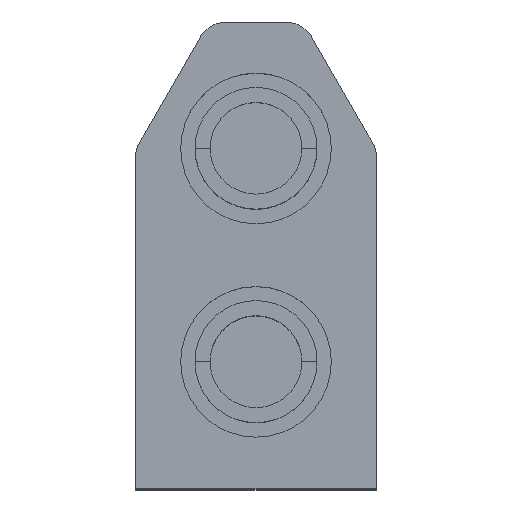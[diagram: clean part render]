
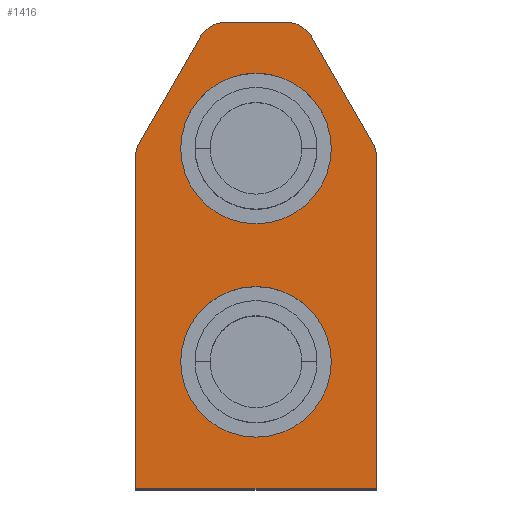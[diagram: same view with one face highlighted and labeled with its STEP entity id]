
A CAD part, top view. The second image highlights one B-rep face of the part: STEP entity #1416.
In plain terms, the highlighted planar face has unit normal (0, 0, 1).
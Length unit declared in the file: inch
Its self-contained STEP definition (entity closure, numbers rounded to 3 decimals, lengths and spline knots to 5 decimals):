
#69 = VERTEX_POINT ( 'NONE', #1729 ) ;
#92 = CARTESIAN_POINT ( 'NONE',  ( -0.03946, 0.6195, 0.665 ) ) ;
#115 = CIRCLE ( 'NONE', #3753, 0.1 ) ;
#119 = VERTEX_POINT ( 'NONE', #5706 ) ;
#167 = AXIS2_PLACEMENT_3D ( 'NONE', #5643, #2683, #6170 ) ;
#181 = CARTESIAN_POINT ( 'NONE',  ( 0.03946, 0.6195, 0.665 ) ) ;
#197 = CIRCLE ( 'NONE', #3450, 0.04 ) ;
#401 = ORIENTED_EDGE ( 'NONE', *, *, #5291, .F. ) ;
#410 = EDGE_CURVE ( 'NONE', #2810, #69, #3020, .T. ) ;
#523 = VERTEX_POINT ( 'NONE', #5629 ) ;
#541 = FACE_BOUND ( 'NONE', #6252, .T. ) ;
#562 = VERTEX_POINT ( 'NONE', #4660 ) ;
#632 = DIRECTION ( 'NONE',  ( 0., 0., 1. ) ) ;
#691 = EDGE_CURVE ( 'NONE', #870, #119, #115, .T. ) ;
#734 = CARTESIAN_POINT ( 'NONE',  ( -0.12, 0.44, 0.665 ) ) ;
#768 = VERTEX_POINT ( 'NONE', #1945 ) ;
#870 = VERTEX_POINT ( 'NONE', #6038 ) ;
#913 = EDGE_CURVE ( 'NONE', #2833, #2810, #2331, .T. ) ;
#945 = ORIENTED_EDGE ( 'NONE', *, *, #3089, .T. ) ;
#1284 = CARTESIAN_POINT ( 'NONE',  ( 0.03946, 0.6195, 0.665 ) ) ;
#1416 = ADVANCED_FACE ( 'NONE', ( #541, #3287, #2206 ), #3585, .T. ) ;
#1519 = CARTESIAN_POINT ( 'NONE',  ( 0.0741, 0.5995, 0.665 ) ) ;
#1600 = DIRECTION ( 'NONE',  ( 0., 0., 1. ) ) ;
#1621 = CARTESIAN_POINT ( 'NONE',  ( -0.16, 0., 0.665 ) ) ;
#1640 = CARTESIAN_POINT ( 'NONE',  ( -0.1, 0.16802, 0.665 ) ) ;
#1688 = ORIENTED_EDGE ( 'NONE', *, *, #6294, .T. ) ;
#1729 = CARTESIAN_POINT ( 'NONE',  ( -0.15464, 0.46, 0.665 ) ) ;
#1752 = DIRECTION ( 'NONE',  ( 0., 0., 1. ) ) ;
#1769 = LINE ( 'NONE', #5239, #6429 ) ;
#1883 = VERTEX_POINT ( 'NONE', #2497 ) ;
#1945 = CARTESIAN_POINT ( 'NONE',  ( 0.16, 0., 0.665 ) ) ;
#1977 = AXIS2_PLACEMENT_3D ( 'NONE', #5189, #2739, #3702 ) ;
#2008 = EDGE_CURVE ( 'NONE', #2236, #523, #6226, .T. ) ;
#2020 = CIRCLE ( 'NONE', #3074, 0.04 ) ;
#2206 = FACE_OUTER_BOUND ( 'NONE', #4071, .T. ) ;
#2236 = VERTEX_POINT ( 'NONE', #1640 ) ;
#2249 = DIRECTION ( 'NONE',  ( 0., 0., 1. ) ) ;
#2286 = DIRECTION ( 'NONE',  ( -1., 0., 0. ) ) ;
#2294 = CARTESIAN_POINT ( 'NONE',  ( 0., 0.16802, 0.665 ) ) ;
#2331 = CIRCLE ( 'NONE', #3280, 0.04 ) ;
#2404 = ORIENTED_EDGE ( 'NONE', *, *, #4160, .T. ) ;
#2426 = DIRECTION ( 'NONE',  ( 1., 0., 0. ) ) ;
#2497 = CARTESIAN_POINT ( 'NONE',  ( 0.15464, 0.46, 0.665 ) ) ;
#2531 = LINE ( 'NONE', #5372, #3512 ) ;
#2567 = ORIENTED_EDGE ( 'NONE', *, *, #2631, .T. ) ;
#2613 = CIRCLE ( 'NONE', #3454, 0.1 ) ;
#2624 = VERTEX_POINT ( 'NONE', #1519 ) ;
#2631 = EDGE_CURVE ( 'NONE', #69, #5464, #2020, .T. ) ;
#2683 = DIRECTION ( 'NONE',  ( 0., 0., 1. ) ) ;
#2706 = DIRECTION ( 'NONE',  ( 1., 0., 0. ) ) ;
#2739 = DIRECTION ( 'NONE',  ( 0., 0., 1. ) ) ;
#2810 = VERTEX_POINT ( 'NONE', #6040 ) ;
#2833 = VERTEX_POINT ( 'NONE', #92 ) ;
#2851 = CARTESIAN_POINT ( 'NONE',  ( 0., 0.45148, 0.665 ) ) ;
#2889 = DIRECTION ( 'NONE',  ( 1., 0., 0. ) ) ;
#2925 = DIRECTION ( 'NONE',  ( -0.5, -0.866, 0. ) ) ;
#2957 = LINE ( 'NONE', #6209, #5726 ) ;
#3020 = LINE ( 'NONE', #5335, #3778 ) ;
#3056 = EDGE_LOOP ( 'NONE', ( #4050, #4505 ) ) ;
#3067 = AXIS2_PLACEMENT_3D ( 'NONE', #5059, #632, #4103 ) ;
#3074 = AXIS2_PLACEMENT_3D ( 'NONE', #734, #5746, #2889 ) ;
#3089 = EDGE_CURVE ( 'NONE', #1883, #2624, #2957, .T. ) ;
#3170 = ORIENTED_EDGE ( 'NONE', *, *, #5478, .T. ) ;
#3280 = AXIS2_PLACEMENT_3D ( 'NONE', #4556, #1600, #5062 ) ;
#3287 = FACE_BOUND ( 'NONE', #3056, .T. ) ;
#3309 = LINE ( 'NONE', #5399, #4778 ) ;
#3450 = AXIS2_PLACEMENT_3D ( 'NONE', #6058, #5041, #5536 ) ;
#3454 = AXIS2_PLACEMENT_3D ( 'NONE', #3668, #2249, #2706 ) ;
#3512 = VECTOR ( 'NONE', #5962, 39.37008 ) ;
#3520 = CIRCLE ( 'NONE', #167, 0.04 ) ;
#3585 = PLANE ( 'NONE',  #3067 ) ;
#3668 = CARTESIAN_POINT ( 'NONE',  ( 0., 0.16802, 0.665 ) ) ;
#3676 = AXIS2_PLACEMENT_3D ( 'NONE', #2294, #1752, #4276 ) ;
#3702 = DIRECTION ( 'NONE',  ( 1., 0., 0. ) ) ;
#3753 = AXIS2_PLACEMENT_3D ( 'NONE', #2851, #5817, #2426 ) ;
#3761 = VECTOR ( 'NONE', #2286, 39.37008 ) ;
#3778 = VECTOR ( 'NONE', #2925, 39.37008 ) ;
#4050 = ORIENTED_EDGE ( 'NONE', *, *, #6006, .F. ) ;
#4071 = EDGE_LOOP ( 'NONE', ( #6069, #945, #4141, #3170, #4355, #6292, #2567, #1688, #2404, #5995 ) ) ;
#4103 = DIRECTION ( 'NONE',  ( 1., 0., 0. ) ) ;
#4141 = ORIENTED_EDGE ( 'NONE', *, *, #4687, .T. ) ;
#4160 = EDGE_CURVE ( 'NONE', #4662, #768, #1769, .T. ) ;
#4239 = DIRECTION ( 'NONE',  ( -0.5, 0.866, 0. ) ) ;
#4276 = DIRECTION ( 'NONE',  ( 1., 0., 0. ) ) ;
#4355 = ORIENTED_EDGE ( 'NONE', *, *, #913, .T. ) ;
#4453 = LINE ( 'NONE', #1284, #3761 ) ;
#4505 = ORIENTED_EDGE ( 'NONE', *, *, #2008, .F. ) ;
#4530 = EDGE_CURVE ( 'NONE', #562, #1883, #197, .T. ) ;
#4556 = CARTESIAN_POINT ( 'NONE',  ( -0.03946, 0.5795, 0.665 ) ) ;
#4658 = DIRECTION ( 'NONE',  ( 1., 0., 0. ) ) ;
#4660 = CARTESIAN_POINT ( 'NONE',  ( 0.16, 0.44, 0.665 ) ) ;
#4662 = VERTEX_POINT ( 'NONE', #1621 ) ;
#4687 = EDGE_CURVE ( 'NONE', #2624, #5838, #3520, .T. ) ;
#4778 = VECTOR ( 'NONE', #4849, 39.37008 ) ;
#4849 = DIRECTION ( 'NONE',  ( 0., 1., 0. ) ) ;
#5041 = DIRECTION ( 'NONE',  ( 0., 0., 1. ) ) ;
#5059 = CARTESIAN_POINT ( 'NONE',  ( 0.12, 0.44, 0.665 ) ) ;
#5062 = DIRECTION ( 'NONE',  ( 1., 0., 0. ) ) ;
#5189 = CARTESIAN_POINT ( 'NONE',  ( 0., 0.45148, 0.665 ) ) ;
#5239 = CARTESIAN_POINT ( 'NONE',  ( -0.16, 0., 0.665 ) ) ;
#5291 = EDGE_CURVE ( 'NONE', #119, #870, #5708, .T. ) ;
#5335 = CARTESIAN_POINT ( 'NONE',  ( -0.0741, 0.5995, 0.665 ) ) ;
#5372 = CARTESIAN_POINT ( 'NONE',  ( -0.16, 0.44, 0.665 ) ) ;
#5399 = CARTESIAN_POINT ( 'NONE',  ( 0.16, 0., 0.665 ) ) ;
#5464 = VERTEX_POINT ( 'NONE', #6257 ) ;
#5478 = EDGE_CURVE ( 'NONE', #5838, #2833, #4453, .T. ) ;
#5536 = DIRECTION ( 'NONE',  ( 1., 0., 0. ) ) ;
#5582 = EDGE_CURVE ( 'NONE', #768, #562, #3309, .T. ) ;
#5629 = CARTESIAN_POINT ( 'NONE',  ( 0.1, 0.16802, 0.665 ) ) ;
#5643 = CARTESIAN_POINT ( 'NONE',  ( 0.03946, 0.5795, 0.665 ) ) ;
#5706 = CARTESIAN_POINT ( 'NONE',  ( -0.1, 0.45148, 0.665 ) ) ;
#5708 = CIRCLE ( 'NONE', #1977, 0.1 ) ;
#5726 = VECTOR ( 'NONE', #4239, 39.37008 ) ;
#5746 = DIRECTION ( 'NONE',  ( 0., 0., 1. ) ) ;
#5817 = DIRECTION ( 'NONE',  ( 0., 0., 1. ) ) ;
#5838 = VERTEX_POINT ( 'NONE', #181 ) ;
#5848 = ORIENTED_EDGE ( 'NONE', *, *, #691, .F. ) ;
#5962 = DIRECTION ( 'NONE',  ( 0., -1., 0. ) ) ;
#5995 = ORIENTED_EDGE ( 'NONE', *, *, #5582, .T. ) ;
#6006 = EDGE_CURVE ( 'NONE', #523, #2236, #2613, .T. ) ;
#6038 = CARTESIAN_POINT ( 'NONE',  ( 0.1, 0.45148, 0.665 ) ) ;
#6040 = CARTESIAN_POINT ( 'NONE',  ( -0.0741, 0.5995, 0.665 ) ) ;
#6058 = CARTESIAN_POINT ( 'NONE',  ( 0.12, 0.44, 0.665 ) ) ;
#6069 = ORIENTED_EDGE ( 'NONE', *, *, #4530, .T. ) ;
#6170 = DIRECTION ( 'NONE',  ( 1., 0., 0. ) ) ;
#6209 = CARTESIAN_POINT ( 'NONE',  ( 0.15464, 0.46, 0.665 ) ) ;
#6226 = CIRCLE ( 'NONE', #3676, 0.1 ) ;
#6252 = EDGE_LOOP ( 'NONE', ( #5848, #401 ) ) ;
#6257 = CARTESIAN_POINT ( 'NONE',  ( -0.16, 0.44, 0.665 ) ) ;
#6292 = ORIENTED_EDGE ( 'NONE', *, *, #410, .T. ) ;
#6294 = EDGE_CURVE ( 'NONE', #5464, #4662, #2531, .T. ) ;
#6429 = VECTOR ( 'NONE', #4658, 39.37008 ) ;
